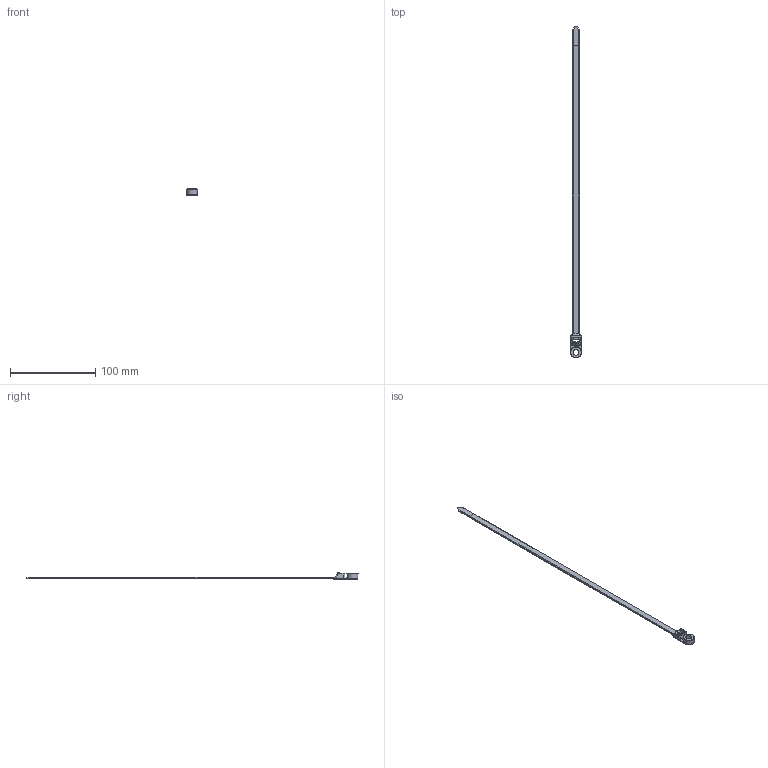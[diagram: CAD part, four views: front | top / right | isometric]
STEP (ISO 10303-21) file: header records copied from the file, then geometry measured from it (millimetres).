
FILE_DESCRIPTION(/* description */ (''),/* implementation_level */ '2;1');
FILE_NAME(/* name */ 'PLC4H-S25.stp',/* time_stamp */ '2023-06-19T13:16:03-05:00',/* author */ (''),/* organization */ (''),/* preprocessor_version */ 'ST-DEVELOPER v16.7',/* originating_system */ 'SIEMENS PLM Software NX 1926',/* authorisation */ '');
FILE_SCHEMA (('AP203_CONFIGURATION_CONTROLLED_3D_DESIGN_OF_MECHANICAL_PARTS_AND_ASSEMBLIES_MIM_LF { 1 0 10303 403 2 1 2}'));
Length unit declared in the file: inch
Products named in the file (1): BWG3B802E28icao
Bounding box: 13.08 x 389.52 x 7.52 mm (x, y, z)
Volume: 6376.6 mm3; surface area: 7915.1 mm2
Topology: 1 solids, 1 shells, 185 faces, 468 edges, 278 vertices
Faces by surface type: plane 65, cylinder 62, bspline 40, torus 13, cone 5
Entity records: 6806 total; most frequent: CARTESIAN_POINT 2107, ORIENTED_EDGE 902, DIRECTION 831, EDGE_CURVE 451, AXIS2_PLACEMENT_3D 316, VERTEX_POINT 273, LINE 199, VECTOR 199
